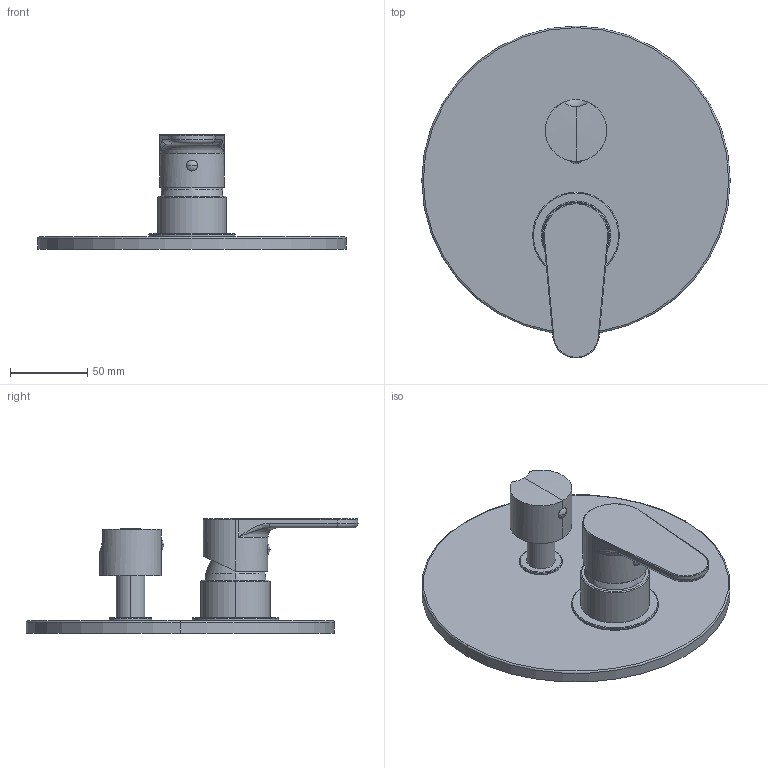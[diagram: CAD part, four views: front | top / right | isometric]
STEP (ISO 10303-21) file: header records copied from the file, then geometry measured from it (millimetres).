
FILE_DESCRIPTION((''),'2;1');
FILE_NAME('GR018-019CR','2021-01-14T11:39:07',('ut3'),('PAFFONI SpA'),'CREO PARAMETRIC BY PTC INC, 2020044','CREO PARAMETRIC BY PTC INC, 2020044','');
FILE_SCHEMA(('CONFIG_CONTROL_DESIGN','SHAPE_APPEARANCE_LAYERS_GROUPS'));
Length unit declared in the file: millimetre
Products named in the file (1): GR018-019CR
Bounding box: 200 x 215.24 x 74.3 mm (x, y, z)
Volume: 339691.5 mm3; surface area: 101917.8 mm2
Topology: 2 solids, 2 shells, 141 faces, 336 edges, 206 vertices
Faces by surface type: cylinder 50, plane 49, cone 19, torus 14, sphere 5, bspline 4
Entity records: 5780 total; most frequent: CARTESIAN_POINT 1472, DIRECTION 704, ORIENTED_EDGE 660, EDGE_CURVE 330, AXIS2_PLACEMENT_3D 278, VERTEX_POINT 206, EDGE_LOOP 156, VECTOR 148
